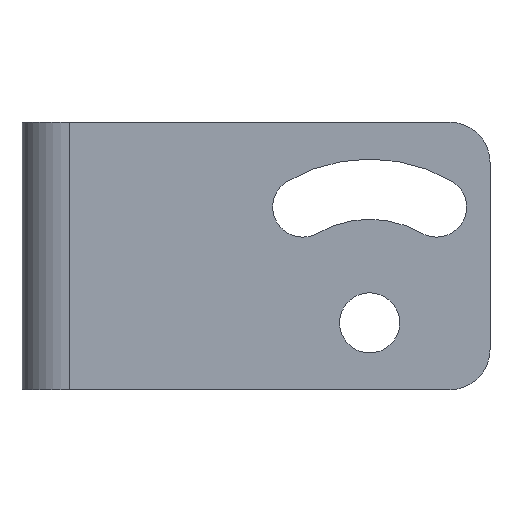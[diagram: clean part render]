
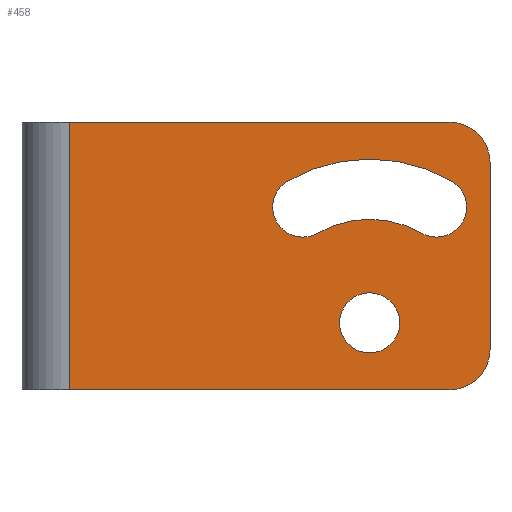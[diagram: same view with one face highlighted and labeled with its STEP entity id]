
A CAD part, front view. The second image highlights one B-rep face of the part: STEP entity #458.
In plain terms, the highlighted planar face has unit normal (0, -1, 0).
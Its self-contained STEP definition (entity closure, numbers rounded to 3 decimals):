
#15=FACE_BOUND('',#69,.T.);
#16=FACE_BOUND('',#70,.T.);
#24=PLANE('',#528);
#44=FACE_OUTER_BOUND('',#68,.T.);
#68=EDGE_LOOP('',(#353,#354,#355,#356,#357,#358));
#69=EDGE_LOOP('',(#359,#360,#361,#362));
#70=EDGE_LOOP('',(#363));
#105=LINE('',#786,#139);
#109=LINE('',#796,#143);
#110=LINE('',#798,#144);
#111=LINE('',#799,#145);
#139=VECTOR('',#639,28.464);
#143=VECTOR('',#649,14.);
#144=VECTOR('',#650,28.464);
#145=VECTOR('',#651,10.);
#156=CIRCLE('',#491,2.25);
#157=CIRCLE('',#493,2.25);
#160=CIRCLE('',#497,2.25);
#176=CIRCLE('',#521,3.);
#178=CIRCLE('',#524,3.);
#181=CIRCLE('',#529,12.25);
#182=CIRCLE('',#530,7.75);
#188=VERTEX_POINT('',#697);
#189=VERTEX_POINT('',#701);
#190=VERTEX_POINT('',#702);
#195=VERTEX_POINT('',#713);
#196=VERTEX_POINT('',#715);
#217=VERTEX_POINT('',#770);
#218=VERTEX_POINT('',#772);
#221=VERTEX_POINT('',#779);
#222=VERTEX_POINT('',#781);
#223=VERTEX_POINT('',#785);
#227=VERTEX_POINT('',#797);
#233=EDGE_CURVE('',#188,#188,#156,.T.);
#234=EDGE_CURVE('',#189,#190,#157,.T.);
#240=EDGE_CURVE('',#196,#195,#160,.T.);
#267=EDGE_CURVE('',#217,#218,#176,.T.);
#271=EDGE_CURVE('',#221,#222,#178,.T.);
#273=EDGE_CURVE('',#222,#223,#105,.T.);
#279=EDGE_CURVE('',#221,#218,#109,.T.);
#280=EDGE_CURVE('',#217,#227,#110,.T.);
#281=EDGE_CURVE('',#223,#227,#111,.T.);
#282=EDGE_CURVE('',#195,#189,#181,.T.);
#283=EDGE_CURVE('',#190,#196,#182,.T.);
#353=ORIENTED_EDGE('',*,*,#271,.F.);
#354=ORIENTED_EDGE('',*,*,#279,.T.);
#355=ORIENTED_EDGE('',*,*,#267,.F.);
#356=ORIENTED_EDGE('',*,*,#280,.T.);
#357=ORIENTED_EDGE('',*,*,#281,.F.);
#358=ORIENTED_EDGE('',*,*,#273,.F.);
#359=ORIENTED_EDGE('',*,*,#282,.T.);
#360=ORIENTED_EDGE('',*,*,#234,.T.);
#361=ORIENTED_EDGE('',*,*,#283,.T.);
#362=ORIENTED_EDGE('',*,*,#240,.T.);
#363=ORIENTED_EDGE('',*,*,#233,.T.);
#458=ADVANCED_FACE('',(#44,#15,#16),#24,.T.);
#491=AXIS2_PLACEMENT_3D('',#699,#552,#553);
#493=AXIS2_PLACEMENT_3D('',#703,#556,#557);
#497=AXIS2_PLACEMENT_3D('',#716,#567,#568);
#521=AXIS2_PLACEMENT_3D('',#773,#626,#627);
#524=AXIS2_PLACEMENT_3D('',#782,#634,#635);
#528=AXIS2_PLACEMENT_3D('',#795,#647,#648);
#529=AXIS2_PLACEMENT_3D('',#800,#652,#653);
#530=AXIS2_PLACEMENT_3D('',#801,#654,#655);
#552=DIRECTION('center_axis',(0.,1.,0.));
#553=DIRECTION('ref_axis',(1.,0.,0.));
#556=DIRECTION('center_axis',(0.,1.,0.));
#557=DIRECTION('ref_axis',(1.,0.,0.));
#567=DIRECTION('center_axis',(0.,1.,0.));
#568=DIRECTION('ref_axis',(1.,0.,0.));
#626=DIRECTION('center_axis',(0.,1.,0.));
#627=DIRECTION('ref_axis',(0.707,0.,0.707));
#634=DIRECTION('center_axis',(0.,1.,0.));
#635=DIRECTION('ref_axis',(0.707,0.,-0.707));
#639=DIRECTION('',(-1.,0.,0.));
#647=DIRECTION('center_axis',(0.,-1.,0.));
#648=DIRECTION('ref_axis',(0.,0.,-1.));
#649=DIRECTION('',(0.,0.,1.));
#650=DIRECTION('',(-1.,0.,0.));
#651=DIRECTION('',(0.,0.,1.));
#652=DIRECTION('center_axis',(0.,1.,0.));
#653=DIRECTION('ref_axis',(1.,0.,0.));
#654=DIRECTION('center_axis',(0.,-1.,0.));
#655=DIRECTION('ref_axis',(1.,0.,0.));
#697=CARTESIAN_POINT('',(363.595,466.247,5.));
#699=CARTESIAN_POINT('Origin',(365.845,466.247,5.));
#701=CARTESIAN_POINT('',(371.97,466.247,15.609));
#702=CARTESIAN_POINT('',(369.72,466.247,11.712));
#703=CARTESIAN_POINT('Origin',(370.845,466.247,13.66));
#713=CARTESIAN_POINT('',(359.72,466.247,15.609));
#715=CARTESIAN_POINT('',(361.97,466.247,11.712));
#716=CARTESIAN_POINT('Origin',(360.845,466.247,13.66));
#770=CARTESIAN_POINT('',(371.845,466.247,20.));
#772=CARTESIAN_POINT('',(374.845,466.247,17.));
#773=CARTESIAN_POINT('Origin',(371.845,466.247,17.));
#779=CARTESIAN_POINT('',(374.845,466.247,3.));
#781=CARTESIAN_POINT('',(371.845,466.247,0.));
#782=CARTESIAN_POINT('Origin',(371.845,466.247,3.));
#785=CARTESIAN_POINT('',(343.38,466.247,0.));
#786=CARTESIAN_POINT('',(371.845,466.247,0.));
#795=CARTESIAN_POINT('Origin',(370.845,466.247,0.));
#796=CARTESIAN_POINT('',(374.845,466.247,3.));
#797=CARTESIAN_POINT('',(343.38,466.247,20.));
#798=CARTESIAN_POINT('',(371.845,466.247,20.));
#799=CARTESIAN_POINT('',(343.38,466.247,0.));
#800=CARTESIAN_POINT('Origin',(365.845,466.247,5.));
#801=CARTESIAN_POINT('Origin',(365.845,466.247,5.));
